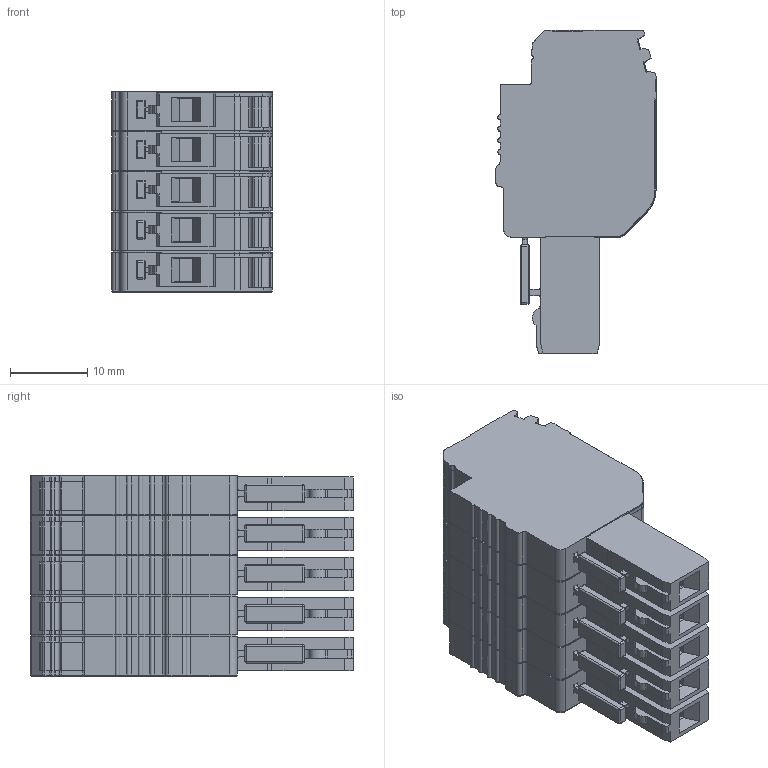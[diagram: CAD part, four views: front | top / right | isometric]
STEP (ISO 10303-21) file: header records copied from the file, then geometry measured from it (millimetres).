
FILE_DESCRIPTION (( 'STEP AP214' ), '1' );
FILE_NAME ('310389_SG_PT 2.5CS_5_Grey.STEP', '2017-09-28T08:02:06', ( '' ), ( '' ), 'SwSTEP 2.0', 'SolidWorks 2017', '' );
FILE_SCHEMA (( 'AUTOMOTIVE_DESIGN' ));
Length unit declared in the file: millimetre
Products named in the file (1): 310389_SG_PT 2.5CS_5_Grey
Bounding box: 20.78 x 41.9 x 26 mm (x, y, z)
Volume: 14447.8 mm3; surface area: 6484.4 mm2
Topology: 1 solids, 6 shells, 1472 faces, 4151 edges, 2681 vertices
Faces by surface type: plane 946, cylinder 486, bspline 40
Entity records: 47554 total; most frequent: CARTESIAN_POINT 8910, ORIENTED_EDGE 8222, DIRECTION 7944, EDGE_CURVE 4111, LINE 3114, VECTOR 3114, VERTEX_POINT 2681, AXIS2_PLACEMENT_3D 2415
